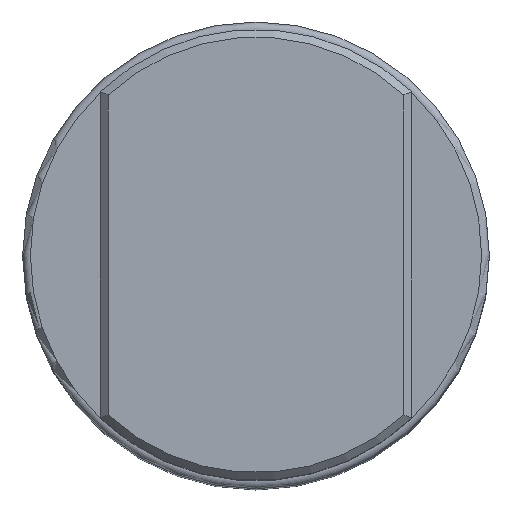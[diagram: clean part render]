
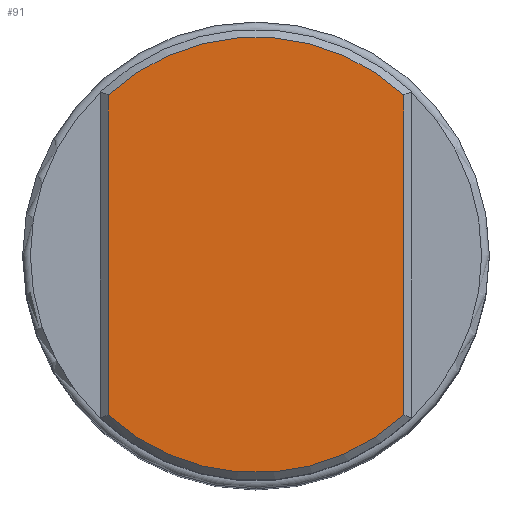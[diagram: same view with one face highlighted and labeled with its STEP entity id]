
A CAD part, top view. The second image highlights one B-rep face of the part: STEP entity #91.
In plain terms, the highlighted planar face has unit normal (0, 0, 1).
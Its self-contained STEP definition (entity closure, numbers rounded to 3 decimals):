
#91 = ADVANCED_FACE( '', ( #131 ), #132, .T. );
#131 = FACE_OUTER_BOUND( '', #171, .T. );
#132 = PLANE( '', #172 );
#171 = EDGE_LOOP( '', ( #272, #273, #274, #275 ) );
#172 = AXIS2_PLACEMENT_3D( '', #276, #277, #278 );
#272 = ORIENTED_EDGE( '', *, *, #305, .T. );
#273 = ORIENTED_EDGE( '', *, *, #299, .T. );
#274 = ORIENTED_EDGE( '', *, *, #301, .T. );
#275 = ORIENTED_EDGE( '', *, *, #306, .T. );
#276 = CARTESIAN_POINT( '', ( 0., 0., 64. ) );
#277 = DIRECTION( '', ( 0., 0., 1. ) );
#278 = DIRECTION( '', ( 1., 0., 0. ) );
#299 = EDGE_CURVE( '', #337, #339, #341, .T. );
#301 = EDGE_CURVE( '', #339, #342, #344, .T. );
#305 = EDGE_CURVE( '', #346, #337, #349, .T. );
#306 = EDGE_CURVE( '', #342, #346, #350, .T. );
#337 = VERTEX_POINT( '', #387 );
#339 = VERTEX_POINT( '', #392 );
#341 = CIRCLE( '', #397, 14. );
#342 = VERTEX_POINT( '', #398 );
#344 = LINE( '', #403, #404 );
#346 = VERTEX_POINT( '', #407 );
#349 = LINE( '', #414, #415 );
#350 = CIRCLE( '', #416, 14. );
#387 = CARTESIAN_POINT( '', ( -9.5, -10.283, 64. ) );
#392 = CARTESIAN_POINT( '', ( 9.5, -10.283, 64. ) );
#397 = AXIS2_PLACEMENT_3D( '', #456, #457, #458 );
#398 = CARTESIAN_POINT( '', ( 9.5, 10.283, 64. ) );
#403 = CARTESIAN_POINT( '', ( 9.5, 10.5, 64. ) );
#404 = VECTOR( '', #459, 1000. );
#407 = CARTESIAN_POINT( '', ( -9.5, 10.283, 64. ) );
#414 = CARTESIAN_POINT( '', ( -9.5, -10.5, 64. ) );
#415 = VECTOR( '', #462, 1000. );
#416 = AXIS2_PLACEMENT_3D( '', #463, #464, #465 );
#456 = CARTESIAN_POINT( '', ( 0., 0., 64. ) );
#457 = DIRECTION( '', ( 0., 0., 1. ) );
#458 = DIRECTION( '', ( 1., 0., 0. ) );
#459 = DIRECTION( '', ( 0., 1., 0. ) );
#462 = DIRECTION( '', ( 0., -1., 0. ) );
#463 = CARTESIAN_POINT( '', ( 0., 0., 64. ) );
#464 = DIRECTION( '', ( 0., 0., 1. ) );
#465 = DIRECTION( '', ( 1., 0., 0. ) );
